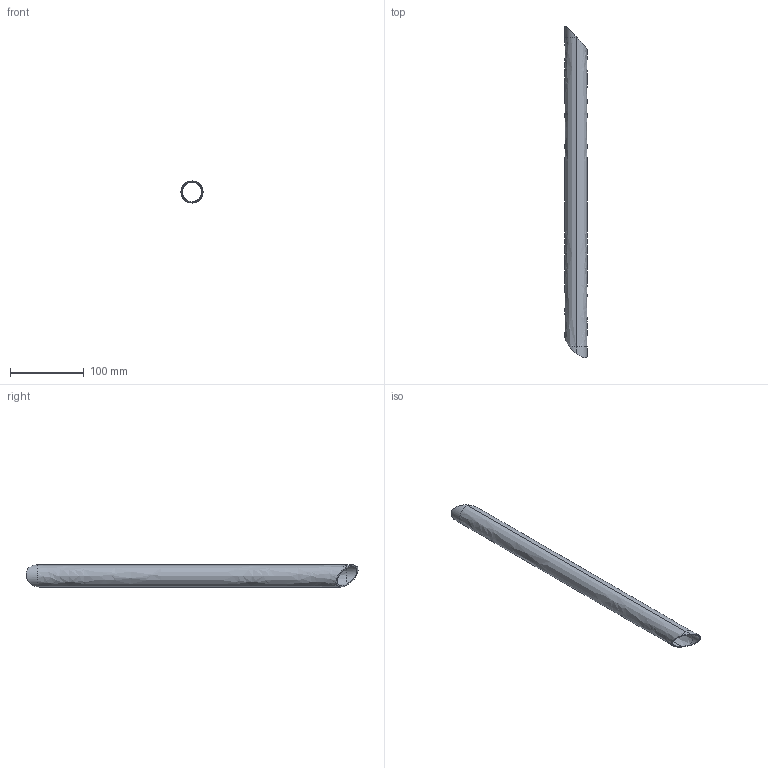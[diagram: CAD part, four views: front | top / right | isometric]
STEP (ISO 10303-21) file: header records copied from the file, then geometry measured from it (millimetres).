
FILE_DESCRIPTION(('CATIA V5 STEP Exchange','CAx-IF Rec.Pracs.--- Model Styling and Organization---1.4--- 2014-01-23','CAx-IF Rec.Pracs.---3D Tessellated Data Validation Properties---0.5---2014-09-14'),'2;1');
FILE_NAME('102.stp','2021-05-25T19:29:28+00:00',('none'),('none'),'CATIA Version 5-6 Release 2019','3DEXPERIENCE Platform STEP AP242 v1','none');
FILE_SCHEMA(('AP242_MANAGED_MODEL_BASED_3D_ENGINEERING_MIM_LF {1 0 10303 442 1 1 4}'));
Length unit declared in the file: millimetre
Products named in the file (1): 102
Bounding box: 30 x 450.97 x 30 mm (x, y, z)
Volume: 56401.2 mm3; surface area: 75588.4 mm2
Topology: 1 solids, 1 shells, 14 faces, 32 edges, 20 vertices
Faces by surface type: cylinder 8, bspline 4, plane 2
Entity records: 745 total; most frequent: CARTESIAN_POINT 485, ORIENTED_EDGE 64, EDGE_CURVE 32, DIRECTION 22, VERTEX_POINT 20, EDGE_LOOP 16, B_SPLINE_CURVE_WITH_KNOTS 16, ADVANCED_FACE 14
